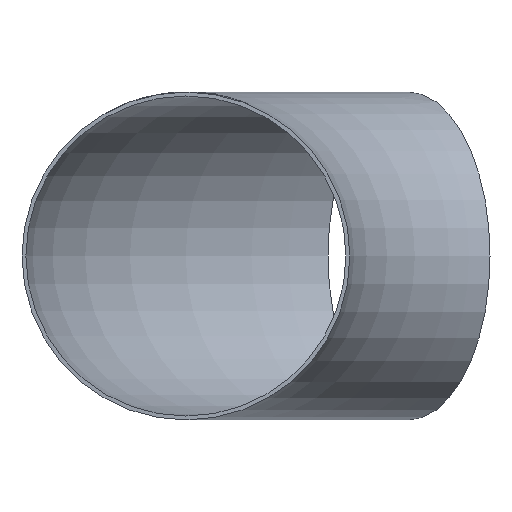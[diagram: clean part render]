
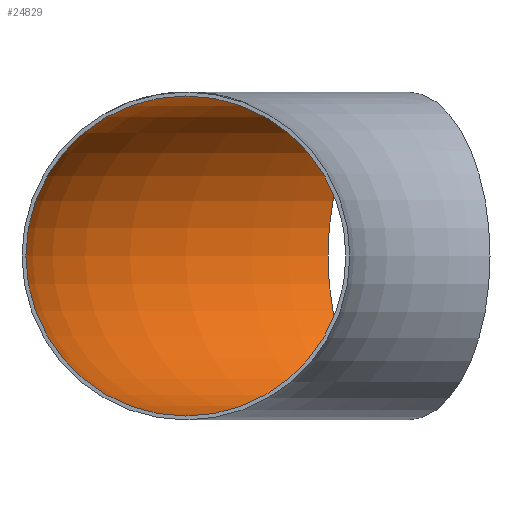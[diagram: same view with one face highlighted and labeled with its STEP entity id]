
A CAD part, front view. The second image highlights one B-rep face of the part: STEP entity #24829.
In plain terms, the highlighted toroidal (fillet/blend) face has major radius 228 mm and minor radius 82.15 mm.
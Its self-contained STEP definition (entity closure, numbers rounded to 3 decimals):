
#207 = ORIENTED_EDGE ( 'NONE', *, *, #18762, .T. ) ;
#4243 = FACE_OUTER_BOUND ( 'NONE', #12340, .T. ) ;
#5917 = EDGE_LOOP ( 'NONE', ( #14031 ) ) ;
#8315 = CARTESIAN_POINT ( 'NONE',  ( -228., 0., 0. ) ) ;
#10752 = DIRECTION ( 'NONE',  ( 0., 1., 0. ) ) ;
#11287 = CARTESIAN_POINT ( 'NONE',  ( 0., 0., 0. ) ) ;
#12281 = CIRCLE ( 'NONE', #24099, 82.15 ) ;
#12340 = EDGE_LOOP ( 'NONE', ( #207 ) ) ;
#13553 = DIRECTION ( 'NONE',  ( 0.866, 0.5, 0. ) ) ;
#13605 = CARTESIAN_POINT ( 'NONE',  ( -155.075, 268.598, 0. ) ) ;
#14031 = ORIENTED_EDGE ( 'NONE', *, *, #17664, .F. ) ;
#14923 = DIRECTION ( 'NONE',  ( 0., 0., 1. ) ) ;
#15264 = CIRCLE ( 'NONE', #18183, 82.15 ) ;
#17664 = EDGE_CURVE ( 'NONE', #18219, #18219, #12281, .T. ) ;
#18183 = AXIS2_PLACEMENT_3D ( 'NONE', #25558, #13553, #28190 ) ;
#18219 = VERTEX_POINT ( 'NONE', #22990 ) ;
#18762 = EDGE_CURVE ( 'NONE', #22842, #22842, #15264, .T. ) ;
#20396 = FACE_OUTER_BOUND ( 'NONE', #5917, .T. ) ;
#22842 = VERTEX_POINT ( 'NONE', #13605 ) ;
#22990 = CARTESIAN_POINT ( 'NONE',  ( -228., 0., 82.15 ) ) ;
#23823 = AXIS2_PLACEMENT_3D ( 'NONE', #11287, #29806, #27796 ) ;
#24099 = AXIS2_PLACEMENT_3D ( 'NONE', #8315, #10752, #14923 ) ;
#24829 = ADVANCED_FACE ( 'NONE', ( #4243, #20396 ), #27784, .F. ) ;
#25558 = CARTESIAN_POINT ( 'NONE',  ( -114., 197.454, 0. ) ) ;
#27784 = TOROIDAL_SURFACE ( 'NONE', #23823, 228., 82.15 ) ;
#27796 = DIRECTION ( 'NONE',  ( -1., 0., 0. ) ) ;
#28190 = DIRECTION ( 'NONE',  ( -0.5, 0.866, 0. ) ) ;
#29806 = DIRECTION ( 'NONE',  ( 0., 0., -1. ) ) ;
